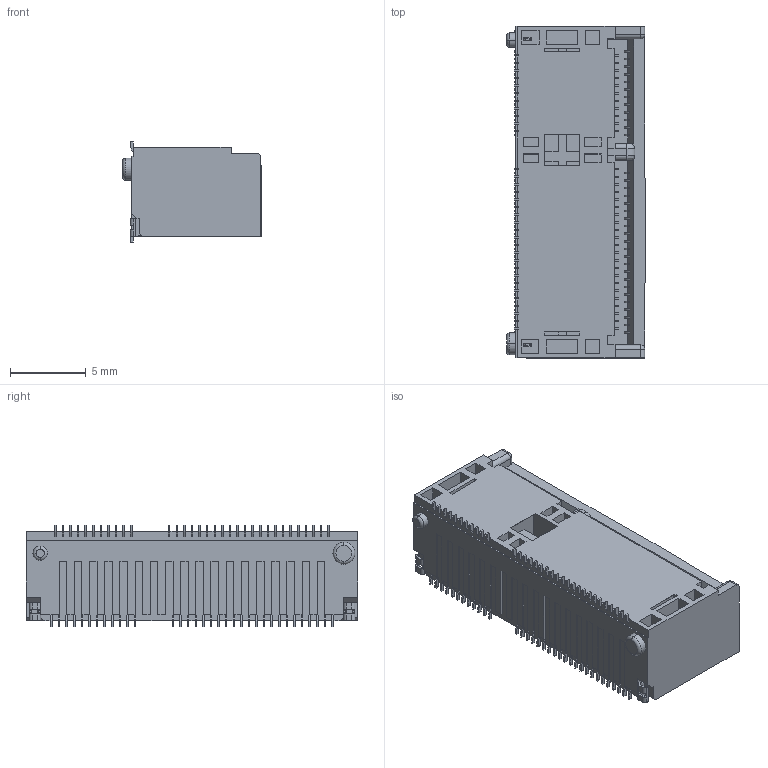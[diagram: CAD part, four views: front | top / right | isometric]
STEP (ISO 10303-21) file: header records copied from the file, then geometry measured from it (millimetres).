
FILE_DESCRIPTION((''),'2;1');
FILE_NAME('ASM0005_SW0001','2015-12-29T',('liushifeng'),(''),'PRO/ENGINEER BY PARAMETRIC TECHNOLOGY CORPORATION, 2009360','PRO/ENGINEER BY PARAMETRIC TECHNOLOGY CORPORATION, 2009360','');
FILE_SCHEMA(('CONFIG_CONTROL_DESIGN'));
Length unit declared in the file: millimetre
Products named in the file (1): ASM0005_SW0001
Bounding box: 9.15 x 21.85 x 6.7 mm (x, y, z)
Volume: 915.5 mm3; surface area: 1245.5 mm2
Topology: 1 solids, 1 shells, 1568 faces, 4696 edges, 3136 vertices
Faces by surface type: plane 1001, cylinder 559, torus 4, sphere 2, bspline 2
Entity records: 53113 total; most frequent: CARTESIAN_POINT 9577, ORIENTED_EDGE 9392, DIRECTION 9004, EDGE_CURVE 4696, VECTOR 3492, LINE 3492, VERTEX_POINT 3136, AXIS2_PLACEMENT_3D 2756
